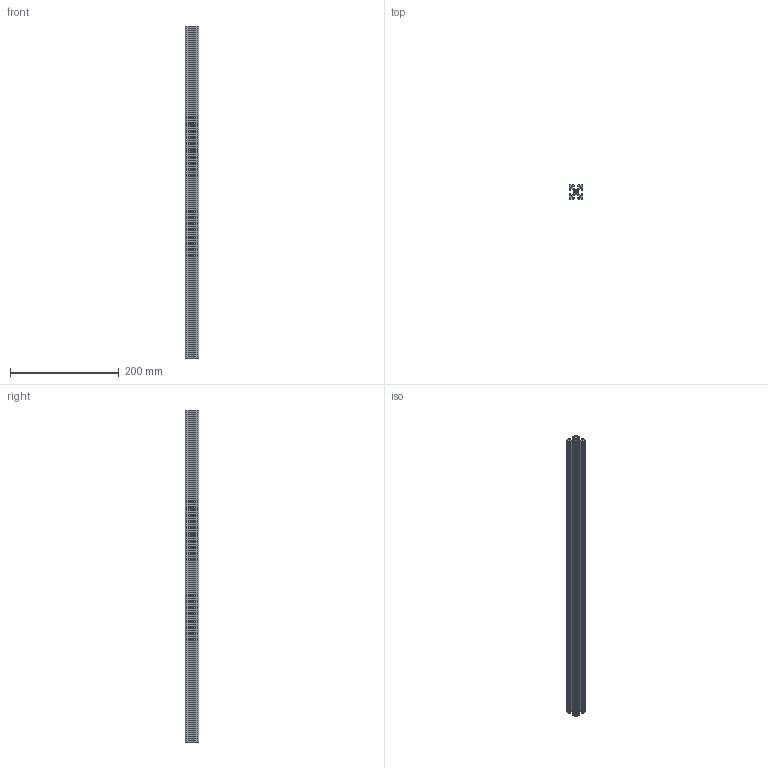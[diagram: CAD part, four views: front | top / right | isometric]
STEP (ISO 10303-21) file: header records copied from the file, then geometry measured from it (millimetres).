
FILE_DESCRIPTION (( 'STEP AP203' ), '1' );
FILE_NAME ('47065T209.step', '2010-04-08T19:11:01', ( 'jim' ), ( '' ), 'SwSTEP 2.0', 'SolidWorks 2007', '' );
FILE_SCHEMA (( 'CONFIG_CONTROL_DESIGN' ));
Length unit declared in the file: inch
Products named in the file (1): 47065T209
Bounding box: 25.4 x 25.4 x 609.6 mm (x, y, z)
Volume: 173491.6 mm3; surface area: 133270 mm2
Topology: 1 solids, 1 shells, 102 faces, 300 edges, 200 vertices
Faces by surface type: cylinder 64, plane 38
Entity records: 3535 total; most frequent: DIRECTION 634, CARTESIAN_POINT 603, ORIENTED_EDGE 600, EDGE_CURVE 300, AXIS2_PLACEMENT_3D 231, VERTEX_POINT 200, VECTOR 172, LINE 172
